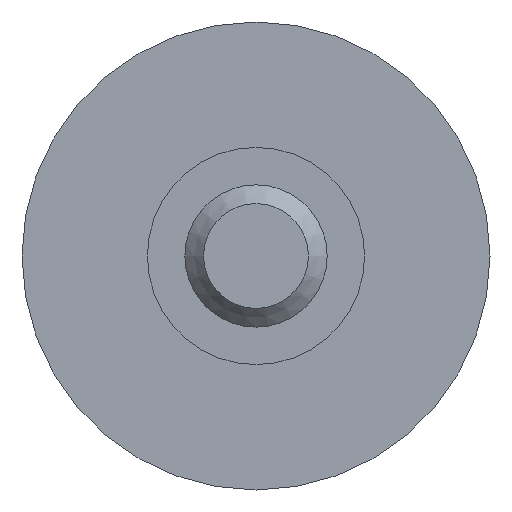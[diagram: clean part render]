
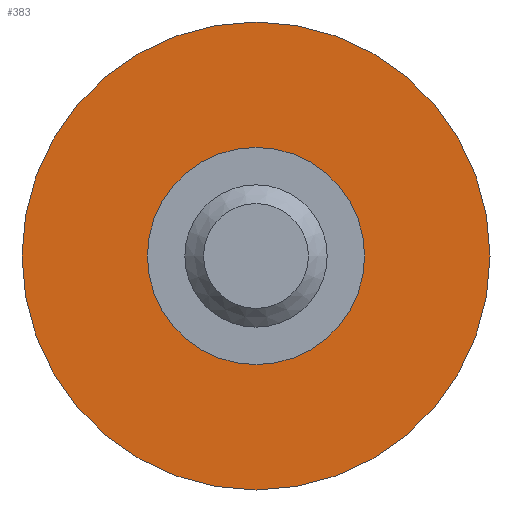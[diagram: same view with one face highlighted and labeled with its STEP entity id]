
A CAD part, front view. The second image highlights one B-rep face of the part: STEP entity #383.
In plain terms, the highlighted planar face has unit normal (0, -1, 0).
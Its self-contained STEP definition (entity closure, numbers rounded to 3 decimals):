
#25=FACE_BOUND('',#89,.T.);
#29=CIRCLE('',#426,12.5);
#38=CIRCLE('',#441,5.8);
#62=FACE_OUTER_BOUND('',#88,.T.);
#88=EDGE_LOOP('',(#341));
#89=EDGE_LOOP('',(#342));
#183=VERTEX_POINT('',#625);
#192=VERTEX_POINT('',#725);
#228=EDGE_CURVE('',#183,#183,#29,.T.);
#242=EDGE_CURVE('',#192,#192,#38,.T.);
#341=ORIENTED_EDGE('',*,*,#228,.F.);
#342=ORIENTED_EDGE('',*,*,#242,.T.);
#359=PLANE('',#442);
#383=ADVANCED_FACE('',(#62,#25),#359,.F.);
#426=AXIS2_PLACEMENT_3D('',#627,#515,#516);
#441=AXIS2_PLACEMENT_3D('',#727,#549,#550);
#442=AXIS2_PLACEMENT_3D('',#728,#551,#552);
#515=DIRECTION('center_axis',(0.,1.,0.));
#516=DIRECTION('ref_axis',(-1.,0.,0.));
#549=DIRECTION('center_axis',(0.,1.,0.));
#550=DIRECTION('ref_axis',(-1.,0.,0.));
#551=DIRECTION('center_axis',(0.,1.,0.));
#552=DIRECTION('ref_axis',(0.,0.,1.));
#625=CARTESIAN_POINT('',(12.5,0.,0.));
#627=CARTESIAN_POINT('Origin',(0.,0.,0.));
#725=CARTESIAN_POINT('',(5.8,0.,0.));
#727=CARTESIAN_POINT('Origin',(0.,0.,0.));
#728=CARTESIAN_POINT('Origin',(0.,0.,0.));
